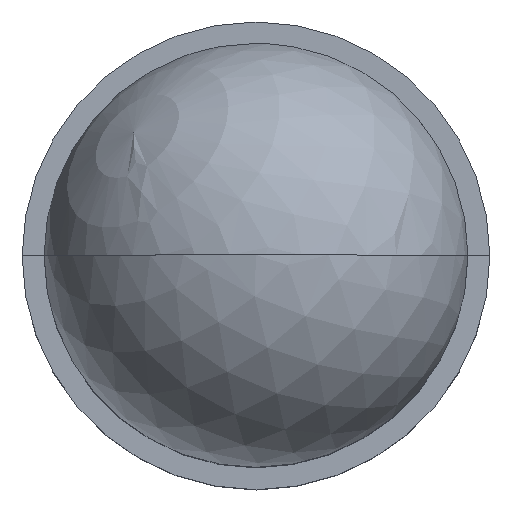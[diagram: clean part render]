
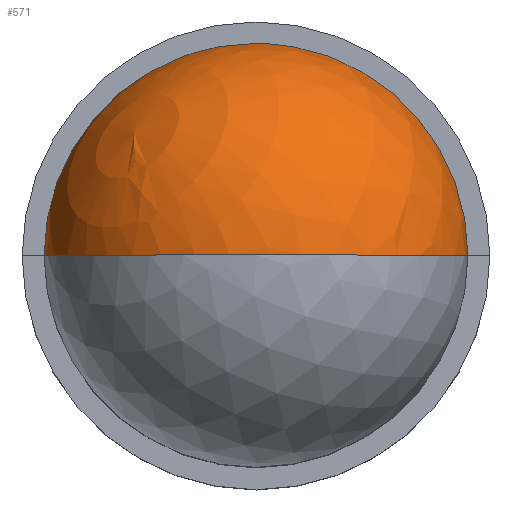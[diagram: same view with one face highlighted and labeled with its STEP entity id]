
A CAD part, top view. The second image highlights one B-rep face of the part: STEP entity #571.
In plain terms, the highlighted spherical face has radius 1.45 mm.
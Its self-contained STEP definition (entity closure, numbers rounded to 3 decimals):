
#20=SPHERICAL_SURFACE('',#623,1.45);
#23=CIRCLE('',#622,1.45);
#24=CIRCLE('',#624,1.45);
#73=FACE_OUTER_BOUND('',#113,.T.);
#113=EDGE_LOOP('',(#463,#464));
#281=VERTEX_POINT('',#914);
#282=VERTEX_POINT('',#915);
#344=EDGE_CURVE('',#281,#282,#23,.T.);
#346=EDGE_CURVE('',#281,#282,#24,.T.);
#463=ORIENTED_EDGE('',*,*,#344,.T.);
#464=ORIENTED_EDGE('',*,*,#346,.F.);
#571=ADVANCED_FACE('',(#73),#20,.T.);
#622=AXIS2_PLACEMENT_3D('',#916,#743,#744);
#623=AXIS2_PLACEMENT_3D('',#918,#746,#747);
#624=AXIS2_PLACEMENT_3D('',#919,#748,#749);
#743=DIRECTION('center_axis',(0.,1.,0.));
#744=DIRECTION('ref_axis',(0.,0.,1.));
#746=DIRECTION('center_axis',(-0.577,0.577,0.577));
#747=DIRECTION('ref_axis',(0.,-0.707,0.707));
#748=DIRECTION('center_axis',(0.,0.,
-1.));
#749=DIRECTION('ref_axis',(0.,1.,0.));
#914=CARTESIAN_POINT('',(-1.45,0.,8.55));
#915=CARTESIAN_POINT('',(1.45,0.,8.55));
#916=CARTESIAN_POINT('Origin',(0.,0.,
8.55));
#918=CARTESIAN_POINT('Origin',(0.,0.,8.55));
#919=CARTESIAN_POINT('Origin',(0.,0.,
8.55));
